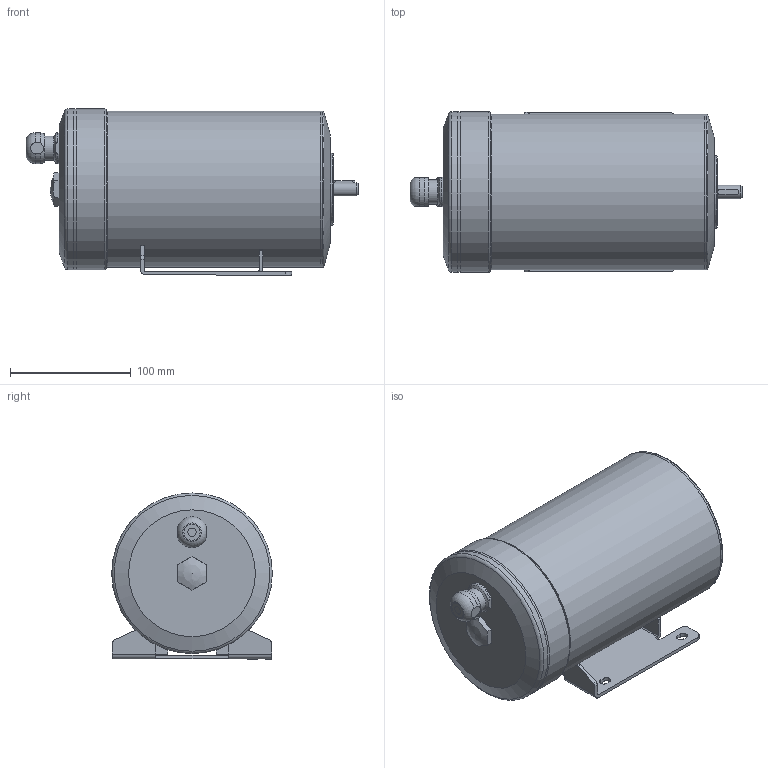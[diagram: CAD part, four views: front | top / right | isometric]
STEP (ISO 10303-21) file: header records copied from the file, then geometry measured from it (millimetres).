
FILE_DESCRIPTION(/* description */ ('Unknown'),/* implementation_level */ '2;1');
FILE_NAME(/* name */ 'SPMBKD2PTENN4KSA1-N---NNN',/* time_stamp */ '2024-03-15T11:35:03+01:00',/* author */ ('Unknown'),/* organization */ ('Unknown'),/* preprocessor_version */ 'ST-DEVELOPER v18.104',/* originating_system */ 'Solid Edge',/* authorisation */ 'Unknown');
FILE_SCHEMA (('AUTOMOTIVE_DESIGN {1 0 10303 214 3 1 1}'));
Length unit declared in the file: millimetre
Products named in the file (3): SPMBKD2PTENN4KSA1-N---NNN; SPMBKD2JTENN4KSA1-N---NNN; SPM719022
Assembly tree (2 placements, depth 2):
  SPMBKD2PTENN4KSA1-N---NNN
    SPMBKD2JTENN4KSA1-N---NNN
    SPM719022
Bounding box: 275 x 133 x 137.5 mm (x, y, z)
Volume: 2984216.1 mm3; surface area: 153290.2 mm2
Topology: 2 solids, 2 shells, 157 faces, 400 edges, 262 vertices
Faces by surface type: cylinder 66, plane 66, cone 18, torus 6, sphere 1
Full cylindrical faces by diameter (mm): 3.242 x2, 4.134 x8, 4.3 x1, 7 x1, 11 x1, 13.4 x1, 17 x1, 20 x1, 52 x1, 60 x1, 128.98 x1, 129 x2, 132.98 x2, 133 x3
Entity records: 5050 total; most frequent: CARTESIAN_POINT 795, DIRECTION 782, ORIENTED_EDGE 644, EDGE_CURVE 322, AXIS2_PLACEMENT_3D 308, VERTEX_POINT 241, FACE_BOUND 237, EDGE_LOOP 232
